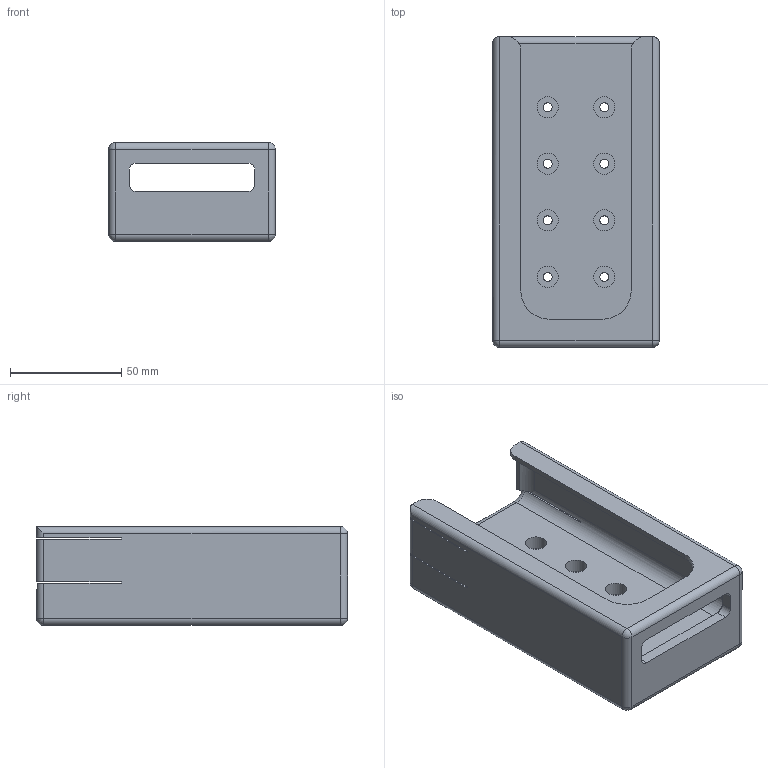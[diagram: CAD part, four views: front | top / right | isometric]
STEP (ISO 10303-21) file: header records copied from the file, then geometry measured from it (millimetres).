
FILE_DESCRIPTION(/* description */ (''),/* implementation_level */ '2;1');
FILE_NAME(/* name */ 'iniu_battery_mount-002.stp',/* time_stamp */ '2024-02-27T07:41:22-05:00',/* author */ ('Paul'),/* organization */ (''),/* preprocessor_version */ 'ST-DEVELOPER v19',/* originating_system */ 'Autodesk Inventor 2023',/* authorisation */ '');
FILE_SCHEMA (('AUTOMOTIVE_DESIGN { 1 0 10303 214 3 1 1 }'));
Length unit declared in the file: inch
Products named in the file (1): iniu_battery_mount-002
Bounding box: 74.93 x 139.7 x 44.45 mm (x, y, z)
Volume: 194469 mm3; surface area: 53174.5 mm2
Topology: 1 solids, 1 shells, 106 faces, 254 edges, 158 vertices
Faces by surface type: cylinder 50, plane 44, sphere 10, torus 2
Full cylindrical faces by diameter (mm): 3.962 x8, 9.525 x8
Entity records: 3217 total; most frequent: CARTESIAN_POINT 605, DIRECTION 562, ORIENTED_EDGE 508, EDGE_CURVE 254, AXIS2_PLACEMENT_3D 211, VERTEX_POINT 158, LINE 140, VECTOR 140
